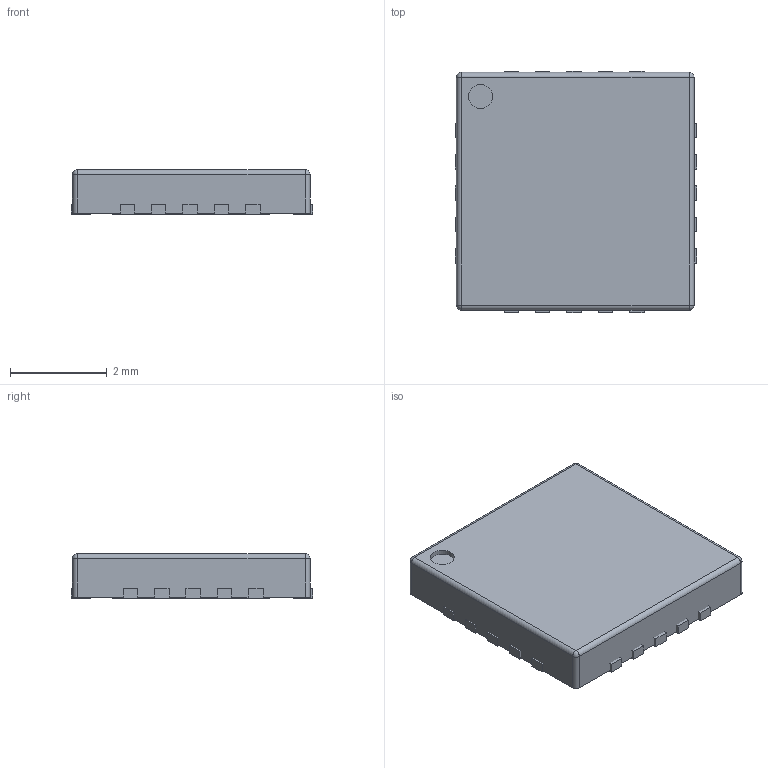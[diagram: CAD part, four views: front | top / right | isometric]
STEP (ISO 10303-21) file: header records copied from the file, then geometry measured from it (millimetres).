
FILE_DESCRIPTION(/* description */ (''),/* implementation_level */ '2;1');
FILE_NAME(/* name */ '5efcdba7c3330c14e63967ce',/* time_stamp */ '2020-07-01T18:53:28+00:00',/* author */ (''),/* organization */ (''),/* preprocessor_version */ 'ST-DEVELOPER v16.7',/* originating_system */ $,/* authorisation */ $);
FILE_SCHEMA (('AUTOMOTIVE_DESIGN {1 0 10303 214 3 1 1}'));
Length unit declared in the file: metre
Products named in the file (22): Part 15; Part 14; Part 13; Part 16; Part 17; Part 22; Part 21; Part 18; Part 19; Part 20; Part 12; Part 11; Part 8; Part 9; Part 10; Part 7; Part 6; Part 3; Part 4; Part 5; Part 2; Part 1
Bounding box: 5 x 5 x 0.92 mm (x, y, z)
Surface area: 98.3 mm2
Topology: 22 solids, 22 shells, 147 faces, 298 edges, 192 vertices
Faces by surface type: plane 114, cylinder 29, sphere 4
Full cylindrical faces by diameter (mm): 0.5 x1
Entity records: 4336 total; most frequent: DIRECTION 689, CARTESIAN_POINT 654, ORIENTED_EDGE 586, EDGE_CURVE 293, LINE 235, VECTOR 235, AXIS2_PLACEMENT_3D 227, VERTEX_POINT 192
